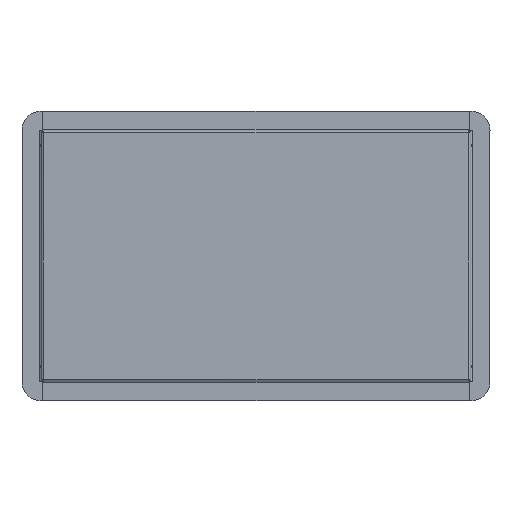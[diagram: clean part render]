
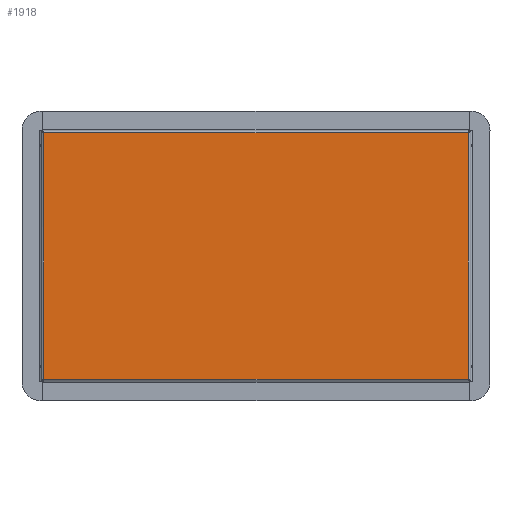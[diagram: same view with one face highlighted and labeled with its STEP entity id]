
A CAD part, front view. The second image highlights one B-rep face of the part: STEP entity #1918.
In plain terms, the highlighted planar face has unit normal (0, -1, 0).
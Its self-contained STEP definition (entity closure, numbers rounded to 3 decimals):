
#510 = CARTESIAN_POINT ( 'NONE',  ( 1834.285, -50.736, 98.099 ) ) ;
#567 = LINE ( 'NONE', #3731, #6610 ) ;
#942 = PLANE ( 'NONE',  #1759 ) ;
#1469 = ORIENTED_EDGE ( 'NONE', *, *, #8104, .F. ) ;
#1576 = CARTESIAN_POINT ( 'NONE',  ( -165.715, -50.736, -96.901 ) ) ;
#1666 = CARTESIAN_POINT ( 'NONE',  ( -1828.715, -50.736, -94.901 ) ) ;
#1759 = AXIS2_PLACEMENT_3D ( 'NONE', #1576, #9191, #6234 ) ;
#1918 = ADVANCED_FACE ( 'NONE', ( #2356 ), #942, .T. ) ;
#1947 = DIRECTION ( 'NONE',  ( -1., 0., 0. ) ) ;
#1983 = VECTOR ( 'NONE', #4520, 1000. ) ;
#2100 = EDGE_CURVE ( 'NONE', #7275, #5254, #2696, .T. ) ;
#2356 = FACE_OUTER_BOUND ( 'NONE', #2778, .T. ) ;
#2696 = LINE ( 'NONE', #510, #6494 ) ;
#2778 = EDGE_LOOP ( 'NONE', ( #3259, #1469, #9384, #6546 ) ) ;
#3224 = VERTEX_POINT ( 'NONE', #5473 ) ;
#3259 = ORIENTED_EDGE ( 'NONE', *, *, #7588, .T. ) ;
#3670 = CARTESIAN_POINT ( 'NONE',  ( -163.715, -50.736, -96.901 ) ) ;
#3731 = CARTESIAN_POINT ( 'NONE',  ( 169.285, -50.736, -96.901 ) ) ;
#4351 = LINE ( 'NONE', #1666, #7951 ) ;
#4520 = DIRECTION ( 'NONE',  ( 0., 0., -1. ) ) ;
#4975 = CARTESIAN_POINT ( 'NONE',  ( -163.715, -50.736, -94.901 ) ) ;
#5050 = LINE ( 'NONE', #3670, #1983 ) ;
#5254 = VERTEX_POINT ( 'NONE', #5614 ) ;
#5473 = CARTESIAN_POINT ( 'NONE',  ( 169.285, -50.736, -94.901 ) ) ;
#5614 = CARTESIAN_POINT ( 'NONE',  ( -163.715, -50.736, 98.099 ) ) ;
#5909 = VERTEX_POINT ( 'NONE', #4975 ) ;
#6234 = DIRECTION ( 'NONE',  ( 0., 0., -1. ) ) ;
#6494 = VECTOR ( 'NONE', #1947, 1000. ) ;
#6546 = ORIENTED_EDGE ( 'NONE', *, *, #8134, .T. ) ;
#6610 = VECTOR ( 'NONE', #8254, 1000. ) ;
#7275 = VERTEX_POINT ( 'NONE', #8070 ) ;
#7588 = EDGE_CURVE ( 'NONE', #5909, #3224, #4351, .T. ) ;
#7951 = VECTOR ( 'NONE', #9178, 1000. ) ;
#8070 = CARTESIAN_POINT ( 'NONE',  ( 169.285, -50.736, 98.099 ) ) ;
#8104 = EDGE_CURVE ( 'NONE', #7275, #3224, #567, .T. ) ;
#8134 = EDGE_CURVE ( 'NONE', #5254, #5909, #5050, .T. ) ;
#8254 = DIRECTION ( 'NONE',  ( 0., 0., -1. ) ) ;
#9178 = DIRECTION ( 'NONE',  ( 1., 0., 0. ) ) ;
#9191 = DIRECTION ( 'NONE',  ( 0., -1., 0. ) ) ;
#9384 = ORIENTED_EDGE ( 'NONE', *, *, #2100, .T. ) ;
